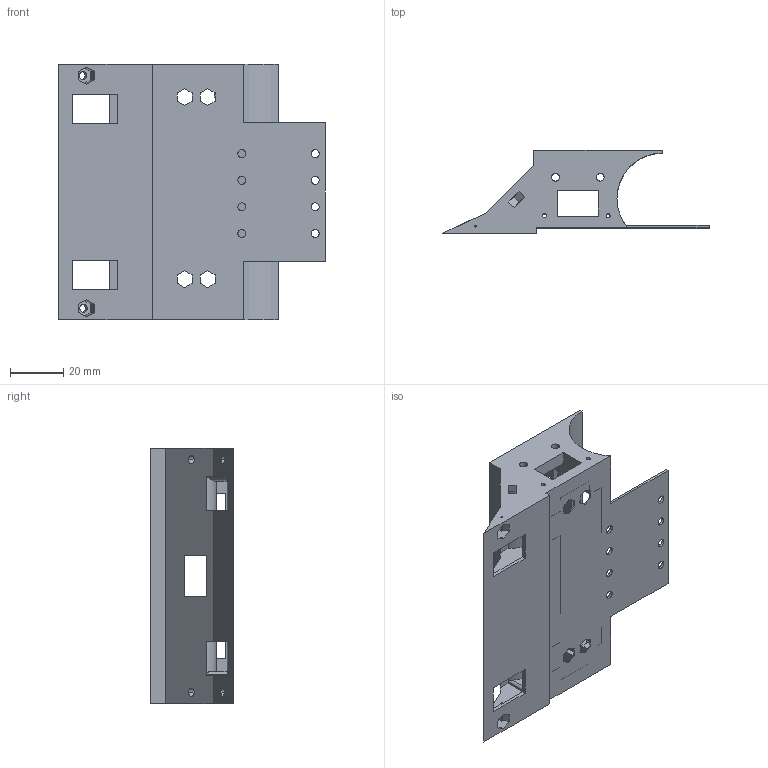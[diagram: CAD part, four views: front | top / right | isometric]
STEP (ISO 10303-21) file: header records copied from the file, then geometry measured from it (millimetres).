
FILE_DESCRIPTION (( 'STEP AP214' ), '1' );
FILE_NAME ('Sumo_bot_laser.STEP', '2021-09-05T14:14:02', ( '' ), ( '' ), 'SwSTEP 2.0', 'SolidWorks 2017', '' );
FILE_SCHEMA (( 'AUTOMOTIVE_DESIGN' ));
Length unit declared in the file: millimetre
Products named in the file (1): Sumo_bot_laser
Bounding box: 100 x 31.04 x 96 mm (x, y, z)
Volume: 59683.2 mm3; surface area: 33344.8 mm2
Topology: 1 solids, 1 shells, 276 faces, 851 edges, 564 vertices
Faces by surface type: plane 209, cylinder 67
Entity records: 9669 total; most frequent: CARTESIAN_POINT 1794, ORIENTED_EDGE 1702, DIRECTION 1545, EDGE_CURVE 851, VECTOR 675, LINE 675, VERTEX_POINT 564, AXIS2_PLACEMENT_3D 435
